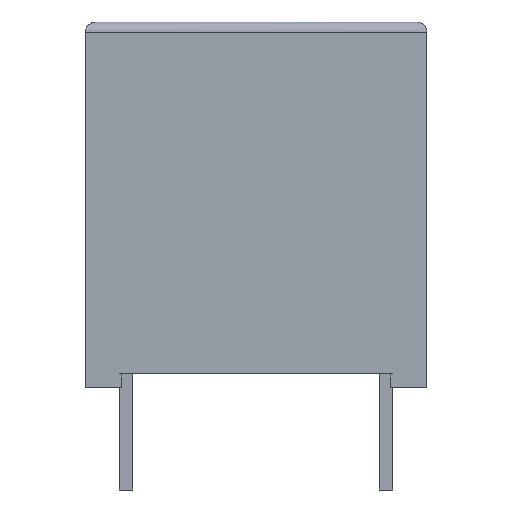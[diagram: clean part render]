
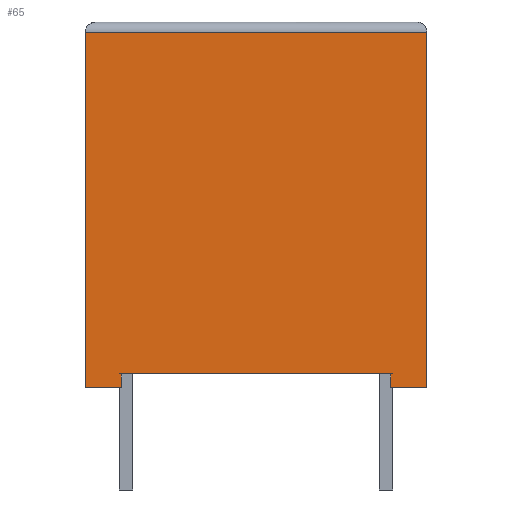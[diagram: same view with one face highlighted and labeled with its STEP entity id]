
A CAD part, left-side view. The second image highlights one B-rep face of the part: STEP entity #65.
In plain terms, the highlighted planar face has unit normal (-1, 0, 0).
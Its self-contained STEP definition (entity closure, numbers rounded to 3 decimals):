
#13=DIRECTION('',(0.,0.,1.));
#21=EDGE_CURVE('',#22,#24,#26,.T.);
#22=VERTEX_POINT('',#23);
#23=CARTESIAN_POINT('',(-1.4,-1.19,0.));
#24=VERTEX_POINT('',#25);
#25=CARTESIAN_POINT('',(-1.4,-1.19,10.4));
#26=LINE('',#23,#27);
#27=VECTOR('',#13,1.);
#34=DIRECTION('',(1.,0.,0.));
#65=ADVANCED_FACE('',(#66),#105,.F.);
#66=FACE_BOUND('',#67,.F.);
#67=EDGE_LOOP('',(#68,#75,#80,#81,#86,#91,#98,#103));
#68=ORIENTED_EDGE('',*,*,#69,.T.);
#69=EDGE_CURVE('',#70,#72,#74,.T.);
#70=VERTEX_POINT('',#71);
#71=CARTESIAN_POINT('',(-1.4,8.81,0.));
#72=VERTEX_POINT('',#73);
#73=CARTESIAN_POINT('',(-1.4,8.81,10.4));
#74=LINE('',#71,#27);
#75=ORIENTED_EDGE('',*,*,#76,.T.);
#76=EDGE_CURVE('',#72,#24,#77,.T.);
#77=LINE('',#73,#78);
#78=VECTOR('',#79,1.);
#79=DIRECTION('',(0.,-1.,0.));
#80=ORIENTED_EDGE('',*,*,#21,.F.);
#81=ORIENTED_EDGE('',*,*,#82,.F.);
#82=EDGE_CURVE('',#83,#22,#85,.T.);
#83=VERTEX_POINT('',#84);
#84=CARTESIAN_POINT('',(-1.4,-0.129,0.));
#85=LINE('',#71,#78);
#86=ORIENTED_EDGE('',*,*,#87,.T.);
#87=EDGE_CURVE('',#83,#88,#90,.T.);
#88=VERTEX_POINT('',#89);
#89=CARTESIAN_POINT('',(-1.4,-0.129,0.4));
#90=LINE('',#84,#27);
#91=ORIENTED_EDGE('',*,*,#92,.F.);
#92=EDGE_CURVE('',#93,#88,#95,.T.);
#93=VERTEX_POINT('',#94);
#94=CARTESIAN_POINT('',(-1.4,7.749,0.4));
#95=LINE('',#94,#96);
#96=VECTOR('',#97,1.);
#97=DIRECTION('',(0.,-1.,0.));
#98=ORIENTED_EDGE('',*,*,#99,.F.);
#99=EDGE_CURVE('',#100,#93,#102,.T.);
#100=VERTEX_POINT('',#101);
#101=CARTESIAN_POINT('',(-1.4,7.749,0.));
#102=LINE('',#101,#27);
#103=ORIENTED_EDGE('',*,*,#104,.F.);
#104=EDGE_CURVE('',#70,#100,#85,.T.);
#105=PLANE('',#106);
#106=AXIS2_PLACEMENT_3D('',#71,#34,#79);
